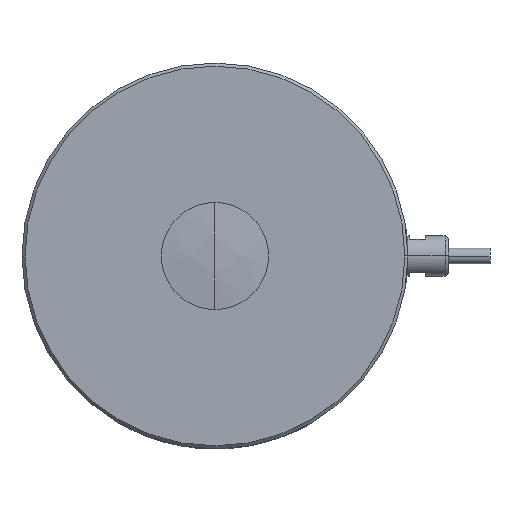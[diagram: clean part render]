
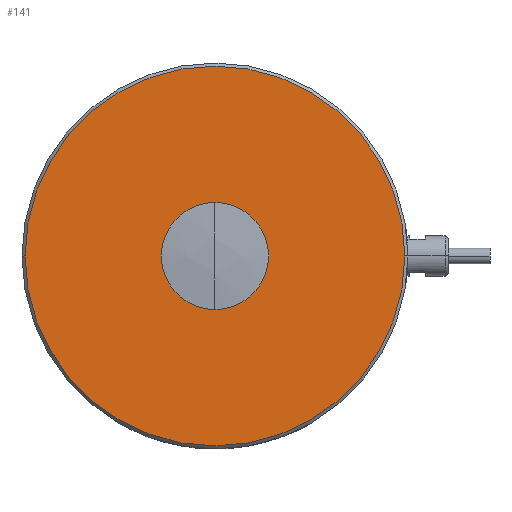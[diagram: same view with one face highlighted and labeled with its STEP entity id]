
A CAD part, left-side view. The second image highlights one B-rep face of the part: STEP entity #141.
In plain terms, the highlighted planar face has unit normal (-1, 0, 0).
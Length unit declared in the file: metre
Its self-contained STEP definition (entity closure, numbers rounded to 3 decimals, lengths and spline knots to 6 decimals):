
#141=ADVANCED_FACE('0:6759',(#370,#371),#372,.T.);
#370=FACE_OUTER_BOUND('',#811,.T.);
#371=FACE_BOUND('',#812,.T.);
#372=PLANE('',#813);
#811=EDGE_LOOP('',(#1816,#1817));
#812=EDGE_LOOP('',(#1818,#1819));
#813=AXIS2_PLACEMENT_3D('',#1820,#1821,#1822);
#1816=ORIENTED_EDGE('',*,*,#2856,.F.);
#1817=ORIENTED_EDGE('',*,*,#2857,.F.);
#1818=ORIENTED_EDGE('',*,*,#2858,.T.);
#1819=ORIENTED_EDGE('',*,*,#2859,.T.);
#1820=CARTESIAN_POINT('',(0.096477,0.116431,0.0));
#1821=DIRECTION('',(-1.0,0.0,0.0));
#1822=DIRECTION('',(0.0,0.0,1.0));
#2856=EDGE_CURVE('0:7251',#3292,#3293,#3294,.T.);
#2857=EDGE_CURVE('',#3293,#3292,#3295,.T.);
#2858=EDGE_CURVE('0:7245',#3296,#3297,#3298,.T.);
#2859=EDGE_CURVE('',#3297,#3296,#3299,.T.);
#3292=VERTEX_POINT('',#4074);
#3293=VERTEX_POINT('',#4075);
#3294=CIRCLE('',#4076,0.062);
#3295=CIRCLE('',#4077,0.062);
#3296=VERTEX_POINT('',#4078);
#3297=VERTEX_POINT('',#4079);
#3298=CIRCLE('',#4080,0.01725);
#3299=CIRCLE('',#4081,0.01725);
#4074=CARTESIAN_POINT('',(0.096477,0.014806,0.));
#4075=CARTESIAN_POINT('',(0.096477,0.138806,0.));
#4076=AXIS2_PLACEMENT_3D('',#6028,#6029,#6030);
#4077=AXIS2_PLACEMENT_3D('',#6031,#6032,#6033);
#4078=CARTESIAN_POINT('',(0.096477,0.076806,-0.01725));
#4079=CARTESIAN_POINT('',(0.096477,0.076806,0.01725));
#4080=AXIS2_PLACEMENT_3D('',#6034,#6035,#6036);
#4081=AXIS2_PLACEMENT_3D('',#6037,#6038,#6039);
#6028=CARTESIAN_POINT('',(0.096477,0.076806,0.0));
#6029=DIRECTION('',(1.0,0.,0.0));
#6030=DIRECTION('',(0.,1.0,0.0));
#6031=CARTESIAN_POINT('',(0.096477,0.076806,0.0));
#6032=DIRECTION('',(1.0,0.,0.0));
#6033=DIRECTION('',(0.,1.0,0.0));
#6034=CARTESIAN_POINT('',(0.096477,0.076806,0.0));
#6035=DIRECTION('',(1.0,0.,0.0));
#6036=DIRECTION('',(0.,1.0,0.0));
#6037=CARTESIAN_POINT('',(0.096477,0.076806,0.0));
#6038=DIRECTION('',(1.0,0.,0.0));
#6039=DIRECTION('',(0.,1.0,0.0));
